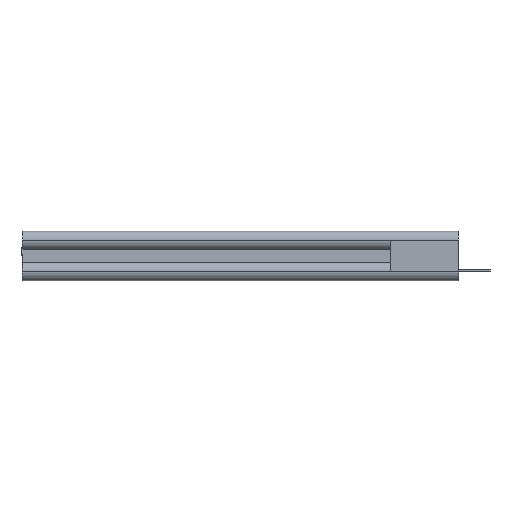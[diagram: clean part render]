
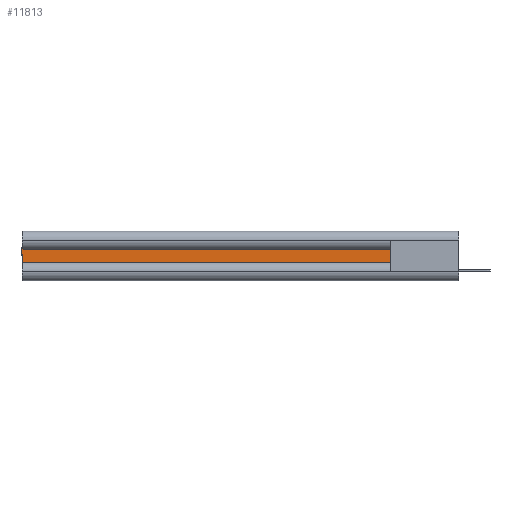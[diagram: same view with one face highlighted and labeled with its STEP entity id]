
A CAD part, left-side view. The second image highlights one B-rep face of the part: STEP entity #11813.
In plain terms, the highlighted planar face has unit normal (-1, 0, 0).
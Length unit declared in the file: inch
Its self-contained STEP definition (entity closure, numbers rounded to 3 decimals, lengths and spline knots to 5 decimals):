
#87 = ORIENTED_EDGE ( 'NONE', *, *, #21143, .F. ) ;
#316 = CARTESIAN_POINT ( 'NONE',  ( 0.044, 0.473, 0.0465 ) ) ;
#2166 = CARTESIAN_POINT ( 'NONE',  ( 0.044, 3., 0.0465 ) ) ;
#2183 = VERTEX_POINT ( 'NONE', #19797 ) ;
#2219 = DIRECTION ( 'NONE',  ( 0., 0., -1. ) ) ;
#2781 = LINE ( 'NONE', #7115, #7146 ) ;
#3231 = PLANE ( 'NONE',  #5719 ) ;
#3275 = VECTOR ( 'NONE', #21542, 39.37008 ) ;
#3579 = ORIENTED_EDGE ( 'NONE', *, *, #17448, .T. ) ;
#5037 = CARTESIAN_POINT ( 'NONE',  ( 0.044, 0.37012, -0.0465 ) ) ;
#5108 = DIRECTION ( 'NONE',  ( 0., 0., -1. ) ) ;
#5230 = VECTOR ( 'NONE', #7258, 39.37008 ) ;
#5406 = CARTESIAN_POINT ( 'NONE',  ( 0.044, 0.37012, 0.0465 ) ) ;
#5719 = AXIS2_PLACEMENT_3D ( 'NONE', #5037, #16107, #5108 ) ;
#6159 = VERTEX_POINT ( 'NONE', #316 ) ;
#7037 = LINE ( 'NONE', #8912, #3275 ) ;
#7115 = CARTESIAN_POINT ( 'NONE',  ( 0.044, 0.37012, -0.0465 ) ) ;
#7146 = VECTOR ( 'NONE', #14440, 39.37008 ) ;
#7258 = DIRECTION ( 'NONE',  ( 0., 1., 0. ) ) ;
#8912 = CARTESIAN_POINT ( 'NONE',  ( 0.044, 3., -0.0465 ) ) ;
#9699 = EDGE_LOOP ( 'NONE', ( #3579, #10871, #87, #21371 ) ) ;
#10871 = ORIENTED_EDGE ( 'NONE', *, *, #16119, .T. ) ;
#11813 = ADVANCED_FACE ( 'NONE', ( #19668 ), #3231, .F. ) ;
#13387 = EDGE_CURVE ( 'NONE', #6159, #2183, #16336, .T. ) ;
#14440 = DIRECTION ( 'NONE',  ( 0., 1., 0. ) ) ;
#15758 = VECTOR ( 'NONE', #2219, 39.37008 ) ;
#16107 = DIRECTION ( 'NONE',  ( 1., 0., 0. ) ) ;
#16119 = EDGE_CURVE ( 'NONE', #17646, #21275, #7037, .T. ) ;
#16336 = LINE ( 'NONE', #17019, #15758 ) ;
#16593 = CARTESIAN_POINT ( 'NONE',  ( 0.044, 3., -0.0465 ) ) ;
#17019 = CARTESIAN_POINT ( 'NONE',  ( 0.044, 0.473, -0.0465 ) ) ;
#17448 = EDGE_CURVE ( 'NONE', #6159, #17646, #19782, .T. ) ;
#17646 = VERTEX_POINT ( 'NONE', #2166 ) ;
#19668 = FACE_OUTER_BOUND ( 'NONE', #9699, .T. ) ;
#19782 = LINE ( 'NONE', #5406, #5230 ) ;
#19797 = CARTESIAN_POINT ( 'NONE',  ( 0.044, 0.473, -0.0465 ) ) ;
#21143 = EDGE_CURVE ( 'NONE', #2183, #21275, #2781, .T. ) ;
#21275 = VERTEX_POINT ( 'NONE', #16593 ) ;
#21371 = ORIENTED_EDGE ( 'NONE', *, *, #13387, .F. ) ;
#21542 = DIRECTION ( 'NONE',  ( 0., 0., -1. ) ) ;
